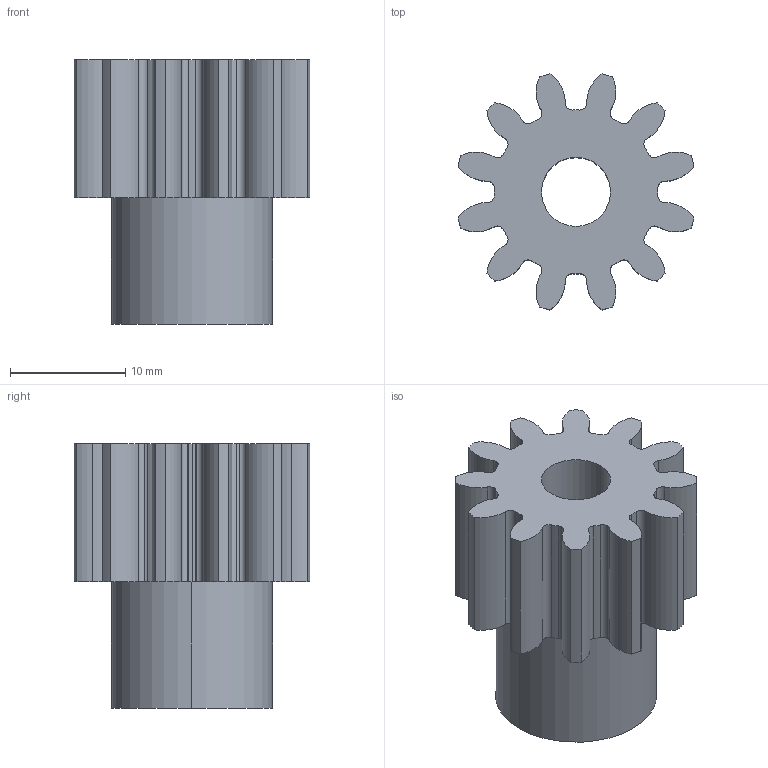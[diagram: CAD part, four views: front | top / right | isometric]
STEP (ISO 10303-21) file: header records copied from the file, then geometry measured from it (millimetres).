
FILE_DESCRIPTION (( 'STEP AP214' ), '1' );
FILE_NAME ('119-015-012.step', '2010-07-19T15:36:10', ( 'WMH Herion Antriebstechnik GmbH' ), ( 'WMH Herion Antriebstechnik GmbH' ), 'SwSTEP 2.0', 'SolidWorks 2010', '' );
FILE_SCHEMA (( 'AUTOMOTIVE_DESIGN' ));
Length unit declared in the file: millimetre
Products named in the file (1): 119-015-012
Bounding box: 20.51 x 20.51 x 23 mm (x, y, z)
Volume: 3983.5 mm3; surface area: 2713.4 mm2
Topology: 1 solids, 1 shells, 92 faces, 267 edges, 178 vertices
Faces by surface type: cylinder 89, plane 3
Entity records: 3187 total; most frequent: DIRECTION 631, CARTESIAN_POINT 538, ORIENTED_EDGE 534, AXIS2_PLACEMENT_3D 271, EDGE_CURVE 267, CIRCLE 178, VERTEX_POINT 178, EDGE_LOOP 95
